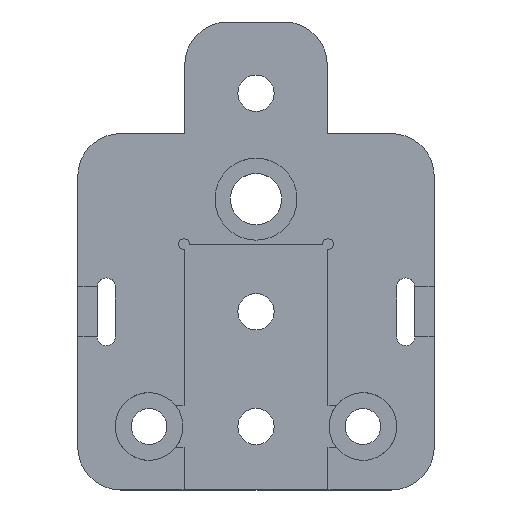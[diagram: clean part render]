
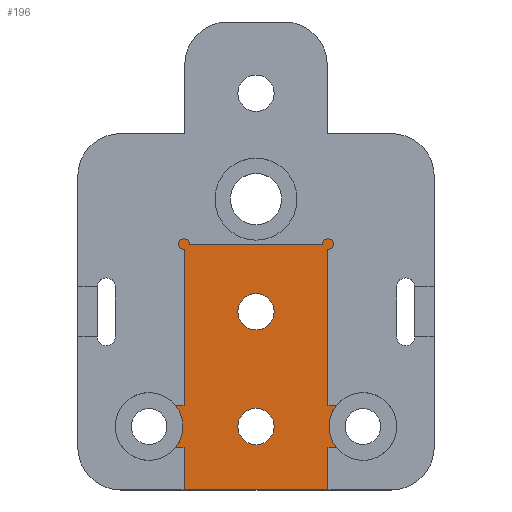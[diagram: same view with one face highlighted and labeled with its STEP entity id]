
A CAD part, top view. The second image highlights one B-rep face of the part: STEP entity #196.
In plain terms, the highlighted planar face has unit normal (0, 0, 1).
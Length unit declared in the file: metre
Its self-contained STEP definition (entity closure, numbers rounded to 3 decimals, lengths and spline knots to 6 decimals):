
#196 = ADVANCED_FACE( '', ( #417, #418, #419 ), #420, .T. );
#417 = FACE_OUTER_BOUND( '', #634, .T. );
#418 = FACE_BOUND( '', #635, .T. );
#419 = FACE_BOUND( '', #636, .T. );
#420 = PLANE( '', #637 );
#634 = EDGE_LOOP( '', ( #1144, #1145, #1146, #1147, #1148, #1149, #1150, #1151, #1152, #1153, #1154, #1155, #1156, #1157 ) );
#635 = EDGE_LOOP( '', ( #1158 ) );
#636 = EDGE_LOOP( '', ( #1159 ) );
#637 = AXIS2_PLACEMENT_3D( '', #1160, #1161, #1162 );
#1144 = ORIENTED_EDGE( '', *, *, #1394, .T. );
#1145 = ORIENTED_EDGE( '', *, *, #1287, .T. );
#1146 = ORIENTED_EDGE( '', *, *, #1364, .T. );
#1147 = ORIENTED_EDGE( '', *, *, #1317, .F. );
#1148 = ORIENTED_EDGE( '', *, *, #1276, .F. );
#1149 = ORIENTED_EDGE( '', *, *, #1300, .T. );
#1150 = ORIENTED_EDGE( '', *, *, #1193, .F. );
#1151 = ORIENTED_EDGE( '', *, *, #1310, .T. );
#1152 = ORIENTED_EDGE( '', *, *, #1234, .T. );
#1153 = ORIENTED_EDGE( '', *, *, #1368, .F. );
#1154 = ORIENTED_EDGE( '', *, *, #1343, .F. );
#1155 = ORIENTED_EDGE( '', *, *, #1324, .T. );
#1156 = ORIENTED_EDGE( '', *, *, #1296, .T. );
#1157 = ORIENTED_EDGE( '', *, *, #1225, .T. );
#1158 = ORIENTED_EDGE( '', *, *, #1329, .F. );
#1159 = ORIENTED_EDGE( '', *, *, #1378, .F. );
#1160 = CARTESIAN_POINT( '', ( 0., 0., 0.005 ) );
#1161 = DIRECTION( '', ( 0., 0., 1. ) );
#1162 = DIRECTION( '', ( 1., 0., 0. ) );
#1193 = EDGE_CURVE( '', #1406, #1408, #1409, .T. );
#1225 = EDGE_CURVE( '', #1463, #1464, #1465, .T. );
#1234 = EDGE_CURVE( '', #1478, #1479, #1480, .T. );
#1276 = EDGE_CURVE( '', #1549, #1551, #1552, .T. );
#1287 = EDGE_CURVE( '', #1567, #1568, #1569, .T. );
#1296 = EDGE_CURVE( '', #1582, #1463, #1583, .T. );
#1300 = EDGE_CURVE( '', #1549, #1408, #1588, .T. );
#1310 = EDGE_CURVE( '', #1406, #1478, #1602, .T. );
#1317 = EDGE_CURVE( '', #1551, #1611, #1612, .T. );
#1324 = EDGE_CURVE( '', #1621, #1582, #1622, .T. );
#1329 = EDGE_CURVE( '', #1629, #1629, #1630, .T. );
#1343 = EDGE_CURVE( '', #1621, #1649, #1650, .T. );
#1364 = EDGE_CURVE( '', #1568, #1611, #1678, .T. );
#1368 = EDGE_CURVE( '', #1649, #1479, #1682, .T. );
#1378 = EDGE_CURVE( '', #1693, #1693, #1694, .T. );
#1394 = EDGE_CURVE( '', #1464, #1567, #1710, .T. );
#1406 = VERTEX_POINT( '', #1725 );
#1408 = VERTEX_POINT( '', #1728 );
#1409 = LINE( '', #1729, #1730 );
#1463 = VERTEX_POINT( '', #1804 );
#1464 = VERTEX_POINT( '', #1805 );
#1465 = LINE( '', #1806, #1807 );
#1478 = VERTEX_POINT( '', #1826 );
#1479 = VERTEX_POINT( '', #1827 );
#1480 = LINE( '', #1828, #1829 );
#1549 = VERTEX_POINT( '', #1913 );
#1551 = VERTEX_POINT( '', #1916 );
#1552 = LINE( '', #1917, #1918 );
#1567 = VERTEX_POINT( '', #1936 );
#1568 = VERTEX_POINT( '', #1937 );
#1569 = LINE( '', #1938, #1939 );
#1582 = VERTEX_POINT( '', #1958 );
#1583 = CIRCLE( '', #1959, 0.00075 );
#1588 = LINE( '', #1965, #1966 );
#1602 = LINE( '', #1987, #1988 );
#1611 = VERTEX_POINT( '', #1999 );
#1612 = CIRCLE( '', #2000, 0.00475 );
#1621 = VERTEX_POINT( '', #2011 );
#1622 = LINE( '', #2012, #2013 );
#1629 = VERTEX_POINT( '', #2022 );
#1630 = CIRCLE( '', #2023, 0.00255 );
#1649 = VERTEX_POINT( '', #2051 );
#1650 = LINE( '', #2052, #2053 );
#1678 = LINE( '', #2085, #2086 );
#1682 = CIRCLE( '', #2091, 0.00475 );
#1693 = VERTEX_POINT( '', #2106 );
#1694 = CIRCLE( '', #2107, 0.00255 );
#1710 = CIRCLE( '', #2126, 0.00075 );
#1725 = CARTESIAN_POINT( '', ( 0.0101, -0.025, 0.005 ) );
#1728 = CARTESIAN_POINT( '', ( -0.0101, -0.025, 0.005 ) );
#1729 = CARTESIAN_POINT( '', ( -0.010096, -0.025, 0.005 ) );
#1730 = VECTOR( '', #2134, 1. );
#1804 = CARTESIAN_POINT( '', ( 0.00935, 0.0095, 0.005 ) );
#1805 = CARTESIAN_POINT( '', ( -0.00935, 0.0095, 0.005 ) );
#1806 = CARTESIAN_POINT( '', ( 0.001653, 0.0095, 0.005 ) );
#1807 = VECTOR( '', #2167, 1. );
#1826 = CARTESIAN_POINT( '', ( 0.0101, -0.0191, 0.005 ) );
#1827 = CARTESIAN_POINT( '', ( 0.011317, -0.0191, 0.005 ) );
#1828 = CARTESIAN_POINT( '', ( 0.010709, -0.0191, 0.005 ) );
#1829 = VECTOR( '', #2174, 1. );
#1913 = CARTESIAN_POINT( '', ( -0.0101, -0.0191, 0.005 ) );
#1916 = CARTESIAN_POINT( '', ( -0.011317, -0.0191, 0.005 ) );
#1917 = CARTESIAN_POINT( '', ( -0.010709, -0.0191, 0.005 ) );
#1918 = VECTOR( '', #2248, 1. );
#1936 = CARTESIAN_POINT( '', ( -0.0101, 0.00875, 0.005 ) );
#1937 = CARTESIAN_POINT( '', ( -0.0101, -0.0131, 0.005 ) );
#1938 = CARTESIAN_POINT( '', ( -0.0101, -0.00775, 0.005 ) );
#1939 = VECTOR( '', #2261, 1. );
#1958 = CARTESIAN_POINT( '', ( 0.0101, 0.00875, 0.005 ) );
#1959 = AXIS2_PLACEMENT_3D( '', #2268, #2269, #2270 );
#1965 = CARTESIAN_POINT( '', ( -0.0101, -0.00775, 0.005 ) );
#1966 = VECTOR( '', #2275, 1. );
#1987 = CARTESIAN_POINT( '', ( 0.0101, -0.014023, 0.005 ) );
#1988 = VECTOR( '', #2283, 1. );
#1999 = CARTESIAN_POINT( '', ( -0.011317, -0.0131, 0.005 ) );
#2000 = AXIS2_PLACEMENT_3D( '', #2292, #2293, #2294 );
#2011 = CARTESIAN_POINT( '', ( 0.0101, -0.0131, 0.005 ) );
#2012 = CARTESIAN_POINT( '', ( 0.0101, -0.014023, 0.005 ) );
#2013 = VECTOR( '', #2303, 1. );
#2022 = CARTESIAN_POINT( '', ( 0.00255, -0.0161, 0.005 ) );
#2023 = AXIS2_PLACEMENT_3D( '', #2309, #2310, #2311 );
#2051 = CARTESIAN_POINT( '', ( 0.011317, -0.0131, 0.005 ) );
#2052 = CARTESIAN_POINT( '', ( 0.010709, -0.0131, 0.005 ) );
#2053 = VECTOR( '', #2321, 1. );
#2085 = CARTESIAN_POINT( '', ( -0.010709, -0.0131, 0.005 ) );
#2086 = VECTOR( '', #2344, 1. );
#2091 = AXIS2_PLACEMENT_3D( '', #2349, #2350, #2351 );
#2106 = CARTESIAN_POINT( '', ( 0.00255, 0., 0.005 ) );
#2107 = AXIS2_PLACEMENT_3D( '', #2359, #2360, #2361 );
#2126 = AXIS2_PLACEMENT_3D( '', #2377, #2378, #2379 );
#2134 = DIRECTION( '', ( -1., 0., 0. ) );
#2167 = DIRECTION( '', ( -1., 0., 0. ) );
#2174 = DIRECTION( '', ( 1., 0., 0. ) );
#2248 = DIRECTION( '', ( -1., 0., 0. ) );
#2261 = DIRECTION( '', ( 0., -1., 0. ) );
#2268 = CARTESIAN_POINT( '', ( 0.0101, 0.0095, 0.005 ) );
#2269 = DIRECTION( '', ( 0., 0., 1. ) );
#2270 = DIRECTION( '', ( 1., 0., 0. ) );
#2275 = DIRECTION( '', ( 0., -1., 0. ) );
#2283 = DIRECTION( '', ( 0., 1., 0. ) );
#2292 = CARTESIAN_POINT( '', ( -0.015, -0.0161, 0.005 ) );
#2293 = DIRECTION( '', ( 0., 0., 1. ) );
#2294 = DIRECTION( '', ( 1., 0., 0. ) );
#2303 = DIRECTION( '', ( 0., 1., 0. ) );
#2309 = CARTESIAN_POINT( '', ( 0., -0.0161, 0.005 ) );
#2310 = DIRECTION( '', ( 0., 0., 1. ) );
#2311 = DIRECTION( '', ( 1., 0., 0. ) );
#2321 = DIRECTION( '', ( 1., 0., 0. ) );
#2344 = DIRECTION( '', ( -1., 0., 0. ) );
#2349 = CARTESIAN_POINT( '', ( 0.015, -0.0161, 0.005 ) );
#2350 = DIRECTION( '', ( 0., 0., 1. ) );
#2351 = DIRECTION( '', ( 1., 0., 0. ) );
#2359 = CARTESIAN_POINT( '', ( 0., 0., 0.005 ) );
#2360 = DIRECTION( '', ( 0., 0., 1. ) );
#2361 = DIRECTION( '', ( 1., 0., 0. ) );
#2377 = CARTESIAN_POINT( '', ( -0.0101, 0.0095, 0.005 ) );
#2378 = DIRECTION( '', ( 0., 0., 1. ) );
#2379 = DIRECTION( '', ( 1., 0., 0. ) );
